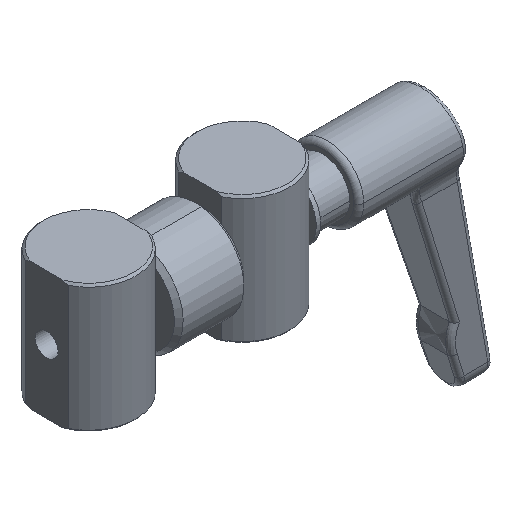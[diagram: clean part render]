
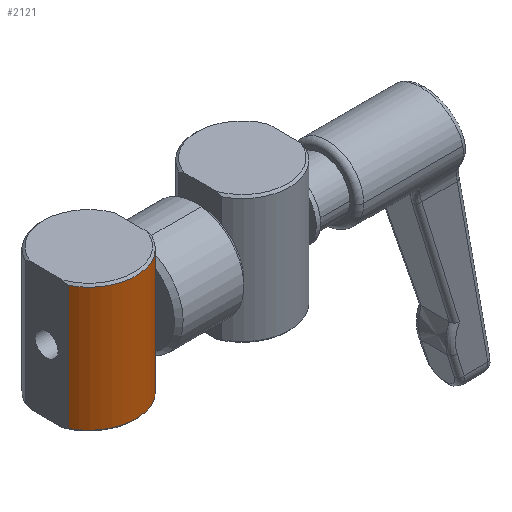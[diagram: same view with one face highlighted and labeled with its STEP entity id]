
A CAD part, isometric view. The second image highlights one B-rep face of the part: STEP entity #2121.
In plain terms, the highlighted cylindrical face has radius 16.383 mm (diameter 32.766 mm), a partial arc.
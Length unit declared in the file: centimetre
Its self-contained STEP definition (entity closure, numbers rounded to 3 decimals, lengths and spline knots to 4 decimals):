
#801=VECTOR('',#2397,1.);
#807=VECTOR('',#2404,1.);
#874=LINE('',#2790,#801);
#880=LINE('',#2827,#807);
#1017=VERTEX_POINT('',#2789);
#1018=VERTEX_POINT('',#2791);
#1023=VERTEX_POINT('',#2808);
#1029=VERTEX_POINT('',#2826);
#1151=CIRCLE('',#2224,1.6383);
#1152=CIRCLE('',#2226,1.6383);
#1229=EDGE_CURVE('',#1018,#1017,#874,.T.);
#1241=EDGE_CURVE('',#1023,#1029,#880,.T.);
#1244=EDGE_CURVE('',#1018,#1029,#1151,.T.);
#1247=EDGE_CURVE('',#1023,#1017,#1152,.T.);
#1475=ORIENTED_EDGE('',*,*,#1229,.T.);
#1476=ORIENTED_EDGE('',*,*,#1247,.F.);
#1477=ORIENTED_EDGE('',*,*,#1241,.T.);
#1478=ORIENTED_EDGE('',*,*,#1244,.F.);
#1890=EDGE_LOOP('',(#1475,#1476,#1477,#1478));
#2007=FACE_BOUND('',#1890,.T.);
#2121=ADVANCED_FACE('',(#2007),#4089,.T.);
#2224=AXIS2_PLACEMENT_3D('',#2830,#2409,#2410);
#2225=AXIS2_PLACEMENT_3D('',#2831,#2411,#2412);
#2226=AXIS2_PLACEMENT_3D('',#2832,#2413,#2414);
#2397=DIRECTION('',(0.,0.,-1.));
#2404=DIRECTION('',(0.,0.,1.));
#2409=DIRECTION('',(0.,0.,1.));
#2410=DIRECTION('',(-1.638,0.,0.));
#2411=DIRECTION('',(0.,0.,1.));
#2412=DIRECTION('',(1.638,0.,0.));
#2413=DIRECTION('',(0.,0.,-1.));
#2414=DIRECTION('',(-1.638,0.,0.));
#2789=CARTESIAN_POINT('',(-1.4605,-0.7423,-2.1514));
#2790=CARTESIAN_POINT('',(-1.4605,-0.7423,0.));
#2791=CARTESIAN_POINT('',(-1.4605,-0.7423,2.1514));
#2808=CARTESIAN_POINT('',(1.4605,-0.7423,-2.1514));
#2826=CARTESIAN_POINT('',(1.4605,-0.7423,2.1514));
#2827=CARTESIAN_POINT('',(1.4605,-0.7423,0.));
#2830=CARTESIAN_POINT('',(0.,0.,2.1514));
#2831=CARTESIAN_POINT('',(0.,0.,-2.2225));
#2832=CARTESIAN_POINT('',(0.,0.,-2.1514));
#4089=CYLINDRICAL_SURFACE('',#2225,1.6383);
